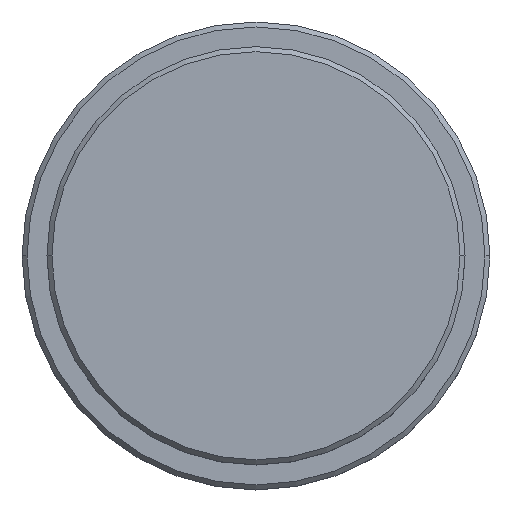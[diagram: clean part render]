
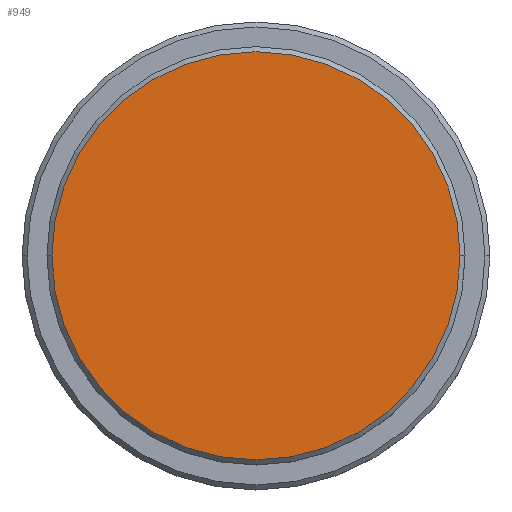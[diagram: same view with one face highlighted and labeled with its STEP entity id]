
A CAD part, top view. The second image highlights one B-rep face of the part: STEP entity #949.
In plain terms, the highlighted planar face has unit normal (0, 0, 1).
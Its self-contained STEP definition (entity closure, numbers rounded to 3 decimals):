
#95 = ORIENTED_EDGE ( 'NONE', *, *, #783, .T. ) ;
#115 = DIRECTION ( 'NONE',  ( 0., 0., 1. ) ) ;
#145 = DIRECTION ( 'NONE',  ( 1., 0., 0. ) ) ;
#180 = VERTEX_POINT ( 'NONE', #778 ) ;
#298 = DIRECTION ( 'NONE',  ( 0., 0., 1. ) ) ;
#310 = AXIS2_PLACEMENT_3D ( 'NONE', #1277, #298, #734 ) ;
#390 = EDGE_CURVE ( 'NONE', #993, #180, #830, .T. ) ;
#512 = FACE_OUTER_BOUND ( 'NONE', #760, .T. ) ;
#540 = CARTESIAN_POINT ( 'NONE',  ( 0., 0., 0. ) ) ;
#558 = DIRECTION ( 'NONE',  ( 1., 0., 0. ) ) ;
#640 = CARTESIAN_POINT ( 'NONE',  ( -20.5, 0., 0. ) ) ;
#734 = DIRECTION ( 'NONE',  ( 1., 0., 0. ) ) ;
#742 = AXIS2_PLACEMENT_3D ( 'NONE', #540, #115, #558 ) ;
#760 = EDGE_LOOP ( 'NONE', ( #1102, #95 ) ) ;
#778 = CARTESIAN_POINT ( 'NONE',  ( 20.5, 0., 0. ) ) ;
#783 = EDGE_CURVE ( 'NONE', #180, #993, #1261, .T. ) ;
#796 = CARTESIAN_POINT ( 'NONE',  ( 0., 0., 0. ) ) ;
#830 = CIRCLE ( 'NONE', #742, 20.5 ) ;
#845 = PLANE ( 'NONE',  #310 ) ;
#949 = ADVANCED_FACE ( 'NONE', ( #512 ), #845, .T. ) ;
#979 = AXIS2_PLACEMENT_3D ( 'NONE', #796, #1124, #145 ) ;
#993 = VERTEX_POINT ( 'NONE', #640 ) ;
#1102 = ORIENTED_EDGE ( 'NONE', *, *, #390, .T. ) ;
#1124 = DIRECTION ( 'NONE',  ( 0., 0., 1. ) ) ;
#1261 = CIRCLE ( 'NONE', #979, 20.5 ) ;
#1277 = CARTESIAN_POINT ( 'NONE',  ( 0., 0., 0. ) ) ;
